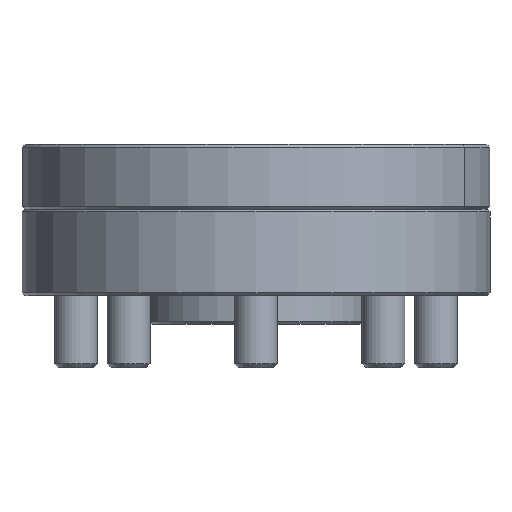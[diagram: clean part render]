
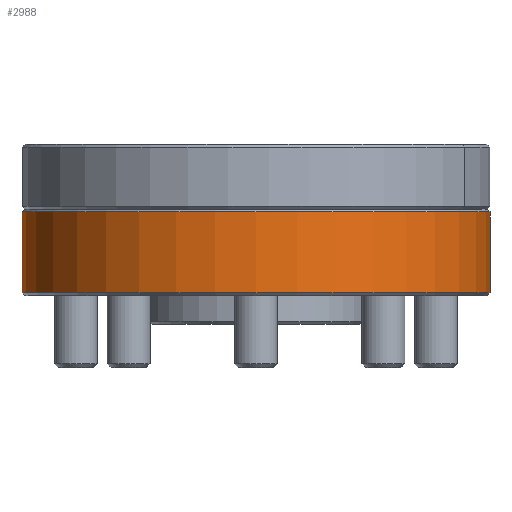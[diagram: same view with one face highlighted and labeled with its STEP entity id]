
A CAD part, front view. The second image highlights one B-rep face of the part: STEP entity #2988.
In plain terms, the highlighted cylindrical face has radius 32.5 mm (diameter 65 mm), a partial arc.
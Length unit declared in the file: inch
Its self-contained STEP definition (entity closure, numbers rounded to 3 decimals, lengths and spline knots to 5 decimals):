
#26 = EDGE_CURVE ( 'NONE', #2374, #3083, #677, .T. ) ;
#321 = AXIS2_PLACEMENT_3D ( 'NONE', #3310, #2632, #1518 ) ;
#445 = CARTESIAN_POINT ( 'NONE',  ( -1.27953, 0., 0.45744 ) ) ;
#609 = ORIENTED_EDGE ( 'NONE', *, *, #712, .T. ) ;
#660 = ORIENTED_EDGE ( 'NONE', *, *, #26, .F. ) ;
#677 = LINE ( 'NONE', #2094, #1932 ) ;
#705 = DIRECTION ( 'NONE',  ( 0., 0., -1. ) ) ;
#712 = EDGE_CURVE ( 'NONE', #2374, #3926, #2909, .T. ) ;
#1132 = DIRECTION ( 'NONE',  ( 0., 0., -1. ) ) ;
#1426 = CYLINDRICAL_SURFACE ( 'NONE', #2402, 1.27953 ) ;
#1518 = DIRECTION ( 'NONE',  ( 1., 0., 0. ) ) ;
#1660 = VERTEX_POINT ( 'NONE', #3928 ) ;
#1768 = CARTESIAN_POINT ( 'NONE',  ( 0., 0., 0.47244 ) ) ;
#1793 = DIRECTION ( 'NONE',  ( -1., 0., 0. ) ) ;
#1867 = CARTESIAN_POINT ( 'NONE',  ( 1.27953, 0., 0.015 ) ) ;
#1932 = VECTOR ( 'NONE', #2258, 39.37008 ) ;
#2094 = CARTESIAN_POINT ( 'NONE',  ( 1.27953, 0., 0.47244 ) ) ;
#2146 = ORIENTED_EDGE ( 'NONE', *, *, #4174, .T. ) ;
#2258 = DIRECTION ( 'NONE',  ( 0., 0., -1. ) ) ;
#2374 = VERTEX_POINT ( 'NONE', #3761 ) ;
#2402 = AXIS2_PLACEMENT_3D ( 'NONE', #1768, #705, #1793 ) ;
#2586 = FACE_OUTER_BOUND ( 'NONE', #4192, .T. ) ;
#2632 = DIRECTION ( 'NONE',  ( 0., 0., 1. ) ) ;
#2909 = CIRCLE ( 'NONE', #3875, 1.27953 ) ;
#2988 = ADVANCED_FACE ( 'NONE', ( #2586 ), #1426, .T. ) ;
#3083 = VERTEX_POINT ( 'NONE', #1867 ) ;
#3160 = CARTESIAN_POINT ( 'NONE',  ( 0., 0., 0.45744 ) ) ;
#3310 = CARTESIAN_POINT ( 'NONE',  ( 0., 0., 0.015 ) ) ;
#3425 = DIRECTION ( 'NONE',  ( 1., 0., 0. ) ) ;
#3432 = CIRCLE ( 'NONE', #321, 1.27953 ) ;
#3761 = CARTESIAN_POINT ( 'NONE',  ( 1.27953, 0., 0.45744 ) ) ;
#3875 = AXIS2_PLACEMENT_3D ( 'NONE', #3160, #4609, #3425 ) ;
#3893 = EDGE_CURVE ( 'NONE', #3926, #1660, #3969, .T. ) ;
#3912 = VECTOR ( 'NONE', #1132, 39.37008 ) ;
#3926 = VERTEX_POINT ( 'NONE', #445 ) ;
#3928 = CARTESIAN_POINT ( 'NONE',  ( -1.27953, 0., 0.015 ) ) ;
#3969 = LINE ( 'NONE', #4003, #3912 ) ;
#4003 = CARTESIAN_POINT ( 'NONE',  ( -1.27953, 0., 0.47244 ) ) ;
#4174 = EDGE_CURVE ( 'NONE', #1660, #3083, #3432, .T. ) ;
#4192 = EDGE_LOOP ( 'NONE', ( #660, #609, #4431, #2146 ) ) ;
#4431 = ORIENTED_EDGE ( 'NONE', *, *, #3893, .T. ) ;
#4609 = DIRECTION ( 'NONE',  ( 0., 0., -1. ) ) ;
